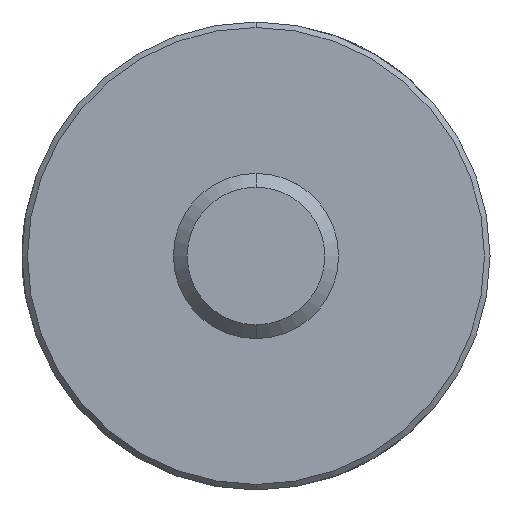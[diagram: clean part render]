
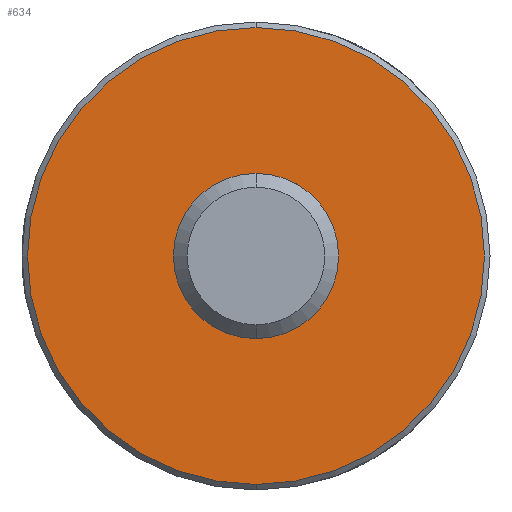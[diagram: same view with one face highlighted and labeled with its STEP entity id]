
A CAD part, left-side view. The second image highlights one B-rep face of the part: STEP entity #634.
In plain terms, the highlighted planar face has unit normal (-1, 0, 0).
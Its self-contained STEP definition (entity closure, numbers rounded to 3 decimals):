
#3 = PLANE ( 'NONE',  #237 ) ;
#30 = AXIS2_PLACEMENT_3D ( 'NONE', #1971, #1821, #2571 ) ;
#94 = DIRECTION ( 'NONE',  ( 1., 0., 0. ) ) ;
#107 = CIRCLE ( 'NONE', #30, 3. ) ;
#143 = AXIS2_PLACEMENT_3D ( 'NONE', #538, #94, #1745 ) ;
#229 = FACE_OUTER_BOUND ( 'NONE', #1880, .T. ) ;
#237 = AXIS2_PLACEMENT_3D ( 'NONE', #2457, #1847, #835 ) ;
#378 = CARTESIAN_POINT ( 'NONE',  ( -5., 0., 8.3 ) ) ;
#400 = EDGE_CURVE ( 'NONE', #635, #1132, #1838, .T. ) ;
#440 = ORIENTED_EDGE ( 'NONE', *, *, #1467, .T. ) ;
#459 = CIRCLE ( 'NONE', #1929, 8.3 ) ;
#538 = CARTESIAN_POINT ( 'NONE',  ( -5., 0., 0. ) ) ;
#630 = CARTESIAN_POINT ( 'NONE',  ( -5., 0., -8.3 ) ) ;
#634 = ADVANCED_FACE ( 'NONE', ( #229, #1819 ), #3, .F. ) ;
#635 = VERTEX_POINT ( 'NONE', #1468 ) ;
#835 = DIRECTION ( 'NONE',  ( 0., 0., -1. ) ) ;
#858 = EDGE_CURVE ( 'NONE', #1613, #2376, #459, .T. ) ;
#1132 = VERTEX_POINT ( 'NONE', #1216 ) ;
#1216 = CARTESIAN_POINT ( 'NONE',  ( -5., 0., 3. ) ) ;
#1219 = DIRECTION ( 'NONE',  ( 0., 0., -1. ) ) ;
#1317 = ORIENTED_EDGE ( 'NONE', *, *, #1630, .T. ) ;
#1405 = DIRECTION ( 'NONE',  ( -1., 0., 0. ) ) ;
#1453 = DIRECTION ( 'NONE',  ( 0., 0., -1. ) ) ;
#1467 = EDGE_CURVE ( 'NONE', #1132, #635, #107, .T. ) ;
#1468 = CARTESIAN_POINT ( 'NONE',  ( -5., 0., -3. ) ) ;
#1604 = ORIENTED_EDGE ( 'NONE', *, *, #858, .T. ) ;
#1613 = VERTEX_POINT ( 'NONE', #630 ) ;
#1630 = EDGE_CURVE ( 'NONE', #2376, #1613, #2142, .T. ) ;
#1643 = DIRECTION ( 'NONE',  ( -1., 0., 0. ) ) ;
#1656 = CARTESIAN_POINT ( 'NONE',  ( -5., 0., 0. ) ) ;
#1745 = DIRECTION ( 'NONE',  ( 0., 0., -1. ) ) ;
#1797 = CARTESIAN_POINT ( 'NONE',  ( -5., 0., 0. ) ) ;
#1819 = FACE_BOUND ( 'NONE', #2321, .T. ) ;
#1821 = DIRECTION ( 'NONE',  ( 1., 0., 0. ) ) ;
#1838 = CIRCLE ( 'NONE', #143, 3. ) ;
#1847 = DIRECTION ( 'NONE',  ( 1., 0., 0. ) ) ;
#1880 = EDGE_LOOP ( 'NONE', ( #1604, #1317 ) ) ;
#1929 = AXIS2_PLACEMENT_3D ( 'NONE', #1797, #1405, #1219 ) ;
#1971 = CARTESIAN_POINT ( 'NONE',  ( -5., 0., 0. ) ) ;
#2027 = ORIENTED_EDGE ( 'NONE', *, *, #400, .T. ) ;
#2142 = CIRCLE ( 'NONE', #2317, 8.3 ) ;
#2317 = AXIS2_PLACEMENT_3D ( 'NONE', #1656, #1643, #1453 ) ;
#2321 = EDGE_LOOP ( 'NONE', ( #2027, #440 ) ) ;
#2376 = VERTEX_POINT ( 'NONE', #378 ) ;
#2457 = CARTESIAN_POINT ( 'NONE',  ( -5., 0., 0. ) ) ;
#2571 = DIRECTION ( 'NONE',  ( 0., 0., -1. ) ) ;
